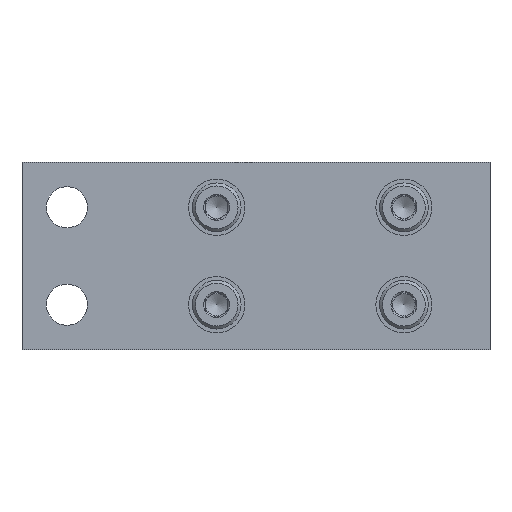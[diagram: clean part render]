
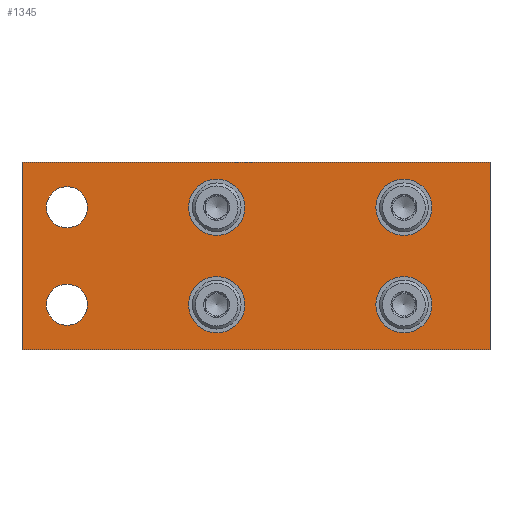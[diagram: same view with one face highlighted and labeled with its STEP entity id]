
A CAD part, front view. The second image highlights one B-rep face of the part: STEP entity #1345.
In plain terms, the highlighted face is planar.
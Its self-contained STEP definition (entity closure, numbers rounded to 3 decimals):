
#103=CIRCLE('',#1467,5.5);
#105=CIRCLE('',#1470,5.5);
#107=CIRCLE('',#1474,7.5);
#108=CIRCLE('',#1475,7.5);
#109=CIRCLE('',#1476,7.5);
#110=CIRCLE('',#1477,7.5);
#229=ORIENTED_EDGE('',*,*,#597,.T.);
#230=ORIENTED_EDGE('',*,*,#598,.T.);
#231=ORIENTED_EDGE('',*,*,#599,.T.);
#232=ORIENTED_EDGE('',*,*,#600,.T.);
#233=ORIENTED_EDGE('',*,*,#593,.F.);
#234=ORIENTED_EDGE('',*,*,#591,.F.);
#235=ORIENTED_EDGE('',*,*,#583,.T.);
#236=ORIENTED_EDGE('',*,*,#587,.T.);
#237=ORIENTED_EDGE('',*,*,#590,.T.);
#238=ORIENTED_EDGE('',*,*,#596,.T.);
#583=EDGE_CURVE('',#770,#769,#898,.T.);
#587=EDGE_CURVE('',#769,#772,#902,.T.);
#590=EDGE_CURVE('',#772,#774,#905,.T.);
#591=EDGE_CURVE('',#775,#775,#103,.T.);
#593=EDGE_CURVE('',#777,#777,#105,.T.);
#596=EDGE_CURVE('',#774,#770,#907,.T.);
#597=EDGE_CURVE('',#779,#779,#107,.T.);
#598=EDGE_CURVE('',#780,#780,#108,.T.);
#599=EDGE_CURVE('',#781,#781,#109,.T.);
#600=EDGE_CURVE('',#782,#782,#110,.T.);
#769=VERTEX_POINT('',#2044);
#770=VERTEX_POINT('',#2046);
#772=VERTEX_POINT('',#2052);
#774=VERTEX_POINT('',#2058);
#775=VERTEX_POINT('',#2062);
#777=VERTEX_POINT('',#2067);
#779=VERTEX_POINT('',#2075);
#780=VERTEX_POINT('',#2077);
#781=VERTEX_POINT('',#2079);
#782=VERTEX_POINT('',#2081);
#898=LINE('',#2045,#976);
#902=LINE('',#2053,#980);
#905=LINE('',#2059,#983);
#907=LINE('',#2072,#985);
#976=VECTOR('',#1634,1000.);
#980=VECTOR('',#1640,1000.);
#983=VECTOR('',#1645,1000.);
#985=VECTOR('',#1661,1000.);
#1060=EDGE_LOOP('',(#229));
#1061=EDGE_LOOP('',(#230));
#1062=EDGE_LOOP('',(#231));
#1063=EDGE_LOOP('',(#232));
#1064=EDGE_LOOP('',(#233));
#1065=EDGE_LOOP('',(#234));
#1066=EDGE_LOOP('',(#235,#236,#237,#238));
#1184=FACE_BOUND('',#1060,.T.);
#1185=FACE_BOUND('',#1061,.T.);
#1186=FACE_BOUND('',#1062,.T.);
#1187=FACE_BOUND('',#1063,.T.);
#1188=FACE_BOUND('',#1064,.T.);
#1189=FACE_BOUND('',#1065,.T.);
#1190=FACE_BOUND('',#1066,.T.);
#1305=PLANE('',#1473);
#1345=ADVANCED_FACE('',(#1184,#1185,#1186,#1187,#1188,#1189,#1190),#1305,
 .T.);
#1467=AXIS2_PLACEMENT_3D('',#2061,#1648,#1649);
#1470=AXIS2_PLACEMENT_3D('',#2066,#1654,#1655);
#1473=AXIS2_PLACEMENT_3D('',#2073,#1662,#1663);
#1474=AXIS2_PLACEMENT_3D('',#2074,#1664,#1665);
#1475=AXIS2_PLACEMENT_3D('',#2076,#1666,#1667);
#1476=AXIS2_PLACEMENT_3D('',#2078,#1668,#1669);
#1477=AXIS2_PLACEMENT_3D('',#2080,#1670,#1671);
#1634=DIRECTION('',(-1.,0.,0.));
#1640=DIRECTION('',(0.,0.,1.));
#1645=DIRECTION('',(1.,0.,0.));
#1648=DIRECTION('',(0.,1.,0.));
#1649=DIRECTION('',(1.,0.,0.));
#1654=DIRECTION('',(0.,1.,0.));
#1655=DIRECTION('',(1.,0.,0.));
#1661=DIRECTION('',(0.,0.,-1.));
#1662=DIRECTION('',(0.,1.,0.));
#1663=DIRECTION('',(0.,0.,1.));
#1664=DIRECTION('',(0.,-1.,0.));
#1665=DIRECTION('',(0.,0.,-1.));
#1666=DIRECTION('',(0.,-1.,0.));
#1667=DIRECTION('',(0.,0.,-1.));
#1668=DIRECTION('',(0.,-1.,0.));
#1669=DIRECTION('',(0.,0.,-1.));
#1670=DIRECTION('',(0.,-1.,0.));
#1671=DIRECTION('',(0.,0.,-1.));
#2044=CARTESIAN_POINT('',(0.,16.,-25.));
#2045=CARTESIAN_POINT('',(125.,16.,-25.));
#2046=CARTESIAN_POINT('',(125.,16.,-25.));
#2052=CARTESIAN_POINT('',(0.,16.,25.));
#2053=CARTESIAN_POINT('',(0.,16.,-25.));
#2058=CARTESIAN_POINT('',(125.,16.,25.));
#2059=CARTESIAN_POINT('',(0.,16.,25.));
#2061=CARTESIAN_POINT('',(12.,16.,-13.));
#2062=CARTESIAN_POINT('',(17.5,16.,-13.));
#2066=CARTESIAN_POINT('',(12.,16.,13.));
#2067=CARTESIAN_POINT('',(17.5,16.,13.));
#2072=CARTESIAN_POINT('',(125.,16.,25.));
#2073=CARTESIAN_POINT('',(0.,16.,0.));
#2074=CARTESIAN_POINT('',(52.,16.,13.));
#2075=CARTESIAN_POINT('',(52.,16.,5.5));
#2076=CARTESIAN_POINT('',(102.,16.,-13.));
#2077=CARTESIAN_POINT('',(102.,16.,-20.5));
#2078=CARTESIAN_POINT('',(102.,16.,13.));
#2079=CARTESIAN_POINT('',(102.,16.,5.5));
#2080=CARTESIAN_POINT('',(52.,16.,-13.));
#2081=CARTESIAN_POINT('',(52.,16.,-20.5));
